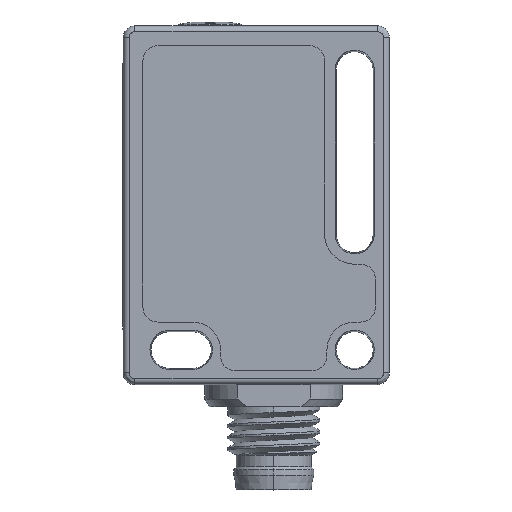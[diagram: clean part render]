
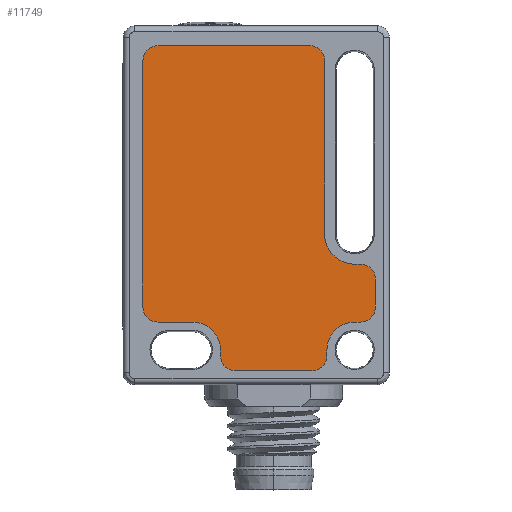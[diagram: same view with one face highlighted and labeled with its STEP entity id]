
A CAD part, top view. The second image highlights one B-rep face of the part: STEP entity #11749.
In plain terms, the highlighted planar face has unit normal (0, 0, 1).
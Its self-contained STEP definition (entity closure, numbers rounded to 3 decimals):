
#3642=CARTESIAN_POINT('',(3.,-3.,5.51));
#3643=DIRECTION('',(0.,0.,1.));
#3644=DIRECTION('',(0.,1.,0.));
#3645=AXIS2_PLACEMENT_3D('',#3642,#3643,#3644);
#3647=DIRECTION('',(-1.,0.,0.));
#3648=VECTOR('',#3647,13.1);
#3649=CARTESIAN_POINT('',(16.1,-1.7,5.51));
#3650=LINE('',#3649,#3648);
#3651=CARTESIAN_POINT('',(16.1,-3.,5.51));
#3652=DIRECTION('',(0.,0.,1.));
#3653=DIRECTION('',(1.,0.,0.));
#3654=AXIS2_PLACEMENT_3D('',#3651,#3652,#3653);
#3656=DIRECTION('',(0.,1.,0.));
#3657=VECTOR('',#3656,15.);
#3658=CARTESIAN_POINT('',(17.4,-18.,5.51));
#3659=LINE('',#3658,#3657);
#3660=CARTESIAN_POINT('',(20.,-18.,5.51));
#3661=DIRECTION('',(0.,0.,-1.));
#3662=DIRECTION('',(0.,-1.,0.));
#3663=AXIS2_PLACEMENT_3D('',#3660,#3661,#3662);
#3665=DIRECTION('',(-1.,0.,0.));
#3666=VECTOR('',#3665,0.5);
#3667=CARTESIAN_POINT('',(20.5,-20.6,5.51));
#3668=LINE('',#3667,#3666);
#3669=CARTESIAN_POINT('',(20.5,-21.9,5.51));
#3670=DIRECTION('',(0.,0.,1.));
#3671=DIRECTION('',(1.,0.,0.));
#3672=AXIS2_PLACEMENT_3D('',#3669,#3670,#3671);
#3674=DIRECTION('',(0.,1.,0.));
#3675=VECTOR('',#3674,2.4);
#3676=CARTESIAN_POINT('',(21.8,-24.3,5.51));
#3677=LINE('',#3676,#3675);
#3678=CARTESIAN_POINT('',(20.5,-24.3,5.51));
#3679=DIRECTION('',(0.,0.,1.));
#3680=DIRECTION('',(0.,-1.,0.));
#3681=AXIS2_PLACEMENT_3D('',#3678,#3679,#3680);
#3683=DIRECTION('',(1.,0.,0.));
#3684=VECTOR('',#3683,0.5);
#3685=CARTESIAN_POINT('',(20.,-25.6,5.51));
#3686=LINE('',#3685,#3684);
#3687=CARTESIAN_POINT('',(20.,-28.,5.51));
#3688=DIRECTION('',(0.,0.,-1.));
#3689=DIRECTION('',(-1.,0.,0.));
#3690=AXIS2_PLACEMENT_3D('',#3687,#3688,#3689);
#3692=DIRECTION('',(0.,1.,0.));
#3693=VECTOR('',#3692,0.5);
#3694=CARTESIAN_POINT('',(17.6,-28.5,5.51));
#3695=LINE('',#3694,#3693);
#3696=CARTESIAN_POINT('',(16.3,-28.5,5.51));
#3697=DIRECTION('',(0.,0.,1.));
#3698=DIRECTION('',(0.,-1.,0.));
#3699=AXIS2_PLACEMENT_3D('',#3696,#3697,#3698);
#3701=DIRECTION('',(1.,0.,0.));
#3702=VECTOR('',#3701,6.6);
#3703=CARTESIAN_POINT('',(9.7,-29.8,5.51));
#3704=LINE('',#3703,#3702);
#3705=CARTESIAN_POINT('',(9.7,-28.5,5.51));
#3706=DIRECTION('',(0.,0.,1.));
#3707=DIRECTION('',(-1.,0.,0.));
#3708=AXIS2_PLACEMENT_3D('',#3705,#3706,#3707);
#3710=DIRECTION('',(0.,-1.,0.));
#3711=VECTOR('',#3710,0.5);
#3712=CARTESIAN_POINT('',(8.4,-28.,5.51));
#3713=LINE('',#3712,#3711);
#3714=CARTESIAN_POINT('',(6.,-28.,5.51));
#3715=DIRECTION('',(0.,0.,-1.));
#3716=DIRECTION('',(0.,1.,0.));
#3717=AXIS2_PLACEMENT_3D('',#3714,#3715,#3716);
#3719=DIRECTION('',(1.,0.,0.));
#3720=VECTOR('',#3719,3.);
#3721=CARTESIAN_POINT('',(3.,-25.6,5.51));
#3722=LINE('',#3721,#3720);
#3723=CARTESIAN_POINT('',(3.,-24.3,5.51));
#3724=DIRECTION('',(0.,0.,1.));
#3725=DIRECTION('',(-1.,0.,0.));
#3726=AXIS2_PLACEMENT_3D('',#3723,#3724,#3725);
#3728=DIRECTION('',(0.,-1.,0.));
#3729=VECTOR('',#3728,21.3);
#3730=CARTESIAN_POINT('',(1.7,-3.,5.51));
#3731=LINE('',#3730,#3729);
#6172=CARTESIAN_POINT('',(3.,-1.7,5.51));
#6173=CARTESIAN_POINT('',(1.7,-3.,5.51));
#6174=VERTEX_POINT('',#6172);
#6175=VERTEX_POINT('',#6173);
#6176=CARTESIAN_POINT('',(1.7,-24.3,5.51));
#6177=VERTEX_POINT('',#6176);
#6178=CARTESIAN_POINT('',(3.,-25.6,5.51));
#6179=CARTESIAN_POINT('',(6.,-25.6,5.51));
#6180=VERTEX_POINT('',#6178);
#6181=VERTEX_POINT('',#6179);
#6182=CARTESIAN_POINT('',(8.4,-28.,5.51));
#6183=VERTEX_POINT('',#6182);
#6184=CARTESIAN_POINT('',(8.4,-28.5,5.51));
#6185=VERTEX_POINT('',#6184);
#6186=CARTESIAN_POINT('',(9.7,-29.8,5.51));
#6187=VERTEX_POINT('',#6186);
#6188=CARTESIAN_POINT('',(16.3,-29.8,5.51));
#6189=VERTEX_POINT('',#6188);
#6190=CARTESIAN_POINT('',(17.6,-28.5,5.51));
#6191=VERTEX_POINT('',#6190);
#6192=CARTESIAN_POINT('',(17.6,-28.,5.51));
#6193=VERTEX_POINT('',#6192);
#6194=CARTESIAN_POINT('',(20.,-25.6,5.51));
#6195=VERTEX_POINT('',#6194);
#6196=CARTESIAN_POINT('',(20.5,-25.6,5.51));
#6197=VERTEX_POINT('',#6196);
#6198=CARTESIAN_POINT('',(21.8,-24.3,5.51));
#6199=VERTEX_POINT('',#6198);
#6200=CARTESIAN_POINT('',(21.8,-21.9,5.51));
#6201=VERTEX_POINT('',#6200);
#6202=CARTESIAN_POINT('',(20.5,-20.6,5.51));
#6203=VERTEX_POINT('',#6202);
#6204=CARTESIAN_POINT('',(20.,-20.6,5.51));
#6205=VERTEX_POINT('',#6204);
#6206=CARTESIAN_POINT('',(17.4,-18.,5.51));
#6207=VERTEX_POINT('',#6206);
#6208=CARTESIAN_POINT('',(17.4,-3.,5.51));
#6209=VERTEX_POINT('',#6208);
#6210=CARTESIAN_POINT('',(16.1,-1.7,5.51));
#6211=VERTEX_POINT('',#6210);
#11722=CARTESIAN_POINT('',(1.7,-1.7,5.51));
#11723=DIRECTION('',(0.,0.,1.));
#11724=DIRECTION('',(1.,0.,0.));
#11725=AXIS2_PLACEMENT_3D('',#11722,#11723,#11724);
#11726=PLANE('',#11725);
#11727=ORIENTED_EDGE('',*,*,#11450,.F.);
#11728=ORIENTED_EDGE('',*,*,#11465,.F.);
#11729=ORIENTED_EDGE('',*,*,#11479,.F.);
#11730=ORIENTED_EDGE('',*,*,#11493,.F.);
#11731=ORIENTED_EDGE('',*,*,#11507,.F.);
#11732=ORIENTED_EDGE('',*,*,#11521,.F.);
#11733=ORIENTED_EDGE('',*,*,#11535,.F.);
#11734=ORIENTED_EDGE('',*,*,#11549,.F.);
#11735=ORIENTED_EDGE('',*,*,#11563,.F.);
#11736=ORIENTED_EDGE('',*,*,#11577,.F.);
#11737=ORIENTED_EDGE('',*,*,#11591,.F.);
#11738=ORIENTED_EDGE('',*,*,#11605,.F.);
#11739=ORIENTED_EDGE('',*,*,#11619,.F.);
#11740=ORIENTED_EDGE('',*,*,#11633,.F.);
#11741=ORIENTED_EDGE('',*,*,#11647,.F.);
#11742=ORIENTED_EDGE('',*,*,#11661,.F.);
#11743=ORIENTED_EDGE('',*,*,#11675,.F.);
#11744=ORIENTED_EDGE('',*,*,#11689,.F.);
#11745=ORIENTED_EDGE('',*,*,#11703,.F.);
#11746=ORIENTED_EDGE('',*,*,#11716,.F.);
#11747=EDGE_LOOP('',(#11727,#11728,#11729,#11730,#11731,#11732,#11733,#11734,
#11735,#11736,#11737,#11738,#11739,#11740,#11741,#11742,#11743,#11744,#11745,
#11746));
#11748=FACE_OUTER_BOUND('',#11747,.F.);
#11749=ADVANCED_FACE('',(#11748),#11726,.T.);
#3646=CIRCLE('',#3645,1.3);
#3655=CIRCLE('',#3654,1.3);
#3664=CIRCLE('',#3663,2.6);
#3673=CIRCLE('',#3672,1.3);
#3682=CIRCLE('',#3681,1.3);
#3691=CIRCLE('',#3690,2.4);
#3700=CIRCLE('',#3699,1.3);
#3709=CIRCLE('',#3708,1.3);
#3718=CIRCLE('',#3717,2.4);
#3727=CIRCLE('',#3726,1.3);
#11450=EDGE_CURVE('',#6174,#6175,#3646,.T.);
#11465=EDGE_CURVE('',#6211,#6174,#3650,.T.);
#11479=EDGE_CURVE('',#6209,#6211,#3655,.T.);
#11493=EDGE_CURVE('',#6207,#6209,#3659,.T.);
#11507=EDGE_CURVE('',#6205,#6207,#3664,.T.);
#11521=EDGE_CURVE('',#6203,#6205,#3668,.T.);
#11535=EDGE_CURVE('',#6201,#6203,#3673,.T.);
#11549=EDGE_CURVE('',#6199,#6201,#3677,.T.);
#11563=EDGE_CURVE('',#6197,#6199,#3682,.T.);
#11577=EDGE_CURVE('',#6195,#6197,#3686,.T.);
#11591=EDGE_CURVE('',#6193,#6195,#3691,.T.);
#11605=EDGE_CURVE('',#6191,#6193,#3695,.T.);
#11619=EDGE_CURVE('',#6189,#6191,#3700,.T.);
#11633=EDGE_CURVE('',#6187,#6189,#3704,.T.);
#11647=EDGE_CURVE('',#6185,#6187,#3709,.T.);
#11661=EDGE_CURVE('',#6183,#6185,#3713,.T.);
#11675=EDGE_CURVE('',#6181,#6183,#3718,.T.);
#11689=EDGE_CURVE('',#6180,#6181,#3722,.T.);
#11703=EDGE_CURVE('',#6177,#6180,#3727,.T.);
#11716=EDGE_CURVE('',#6175,#6177,#3731,.T.);
